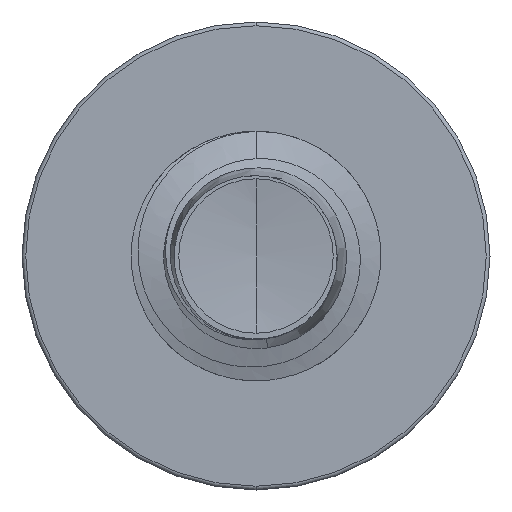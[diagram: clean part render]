
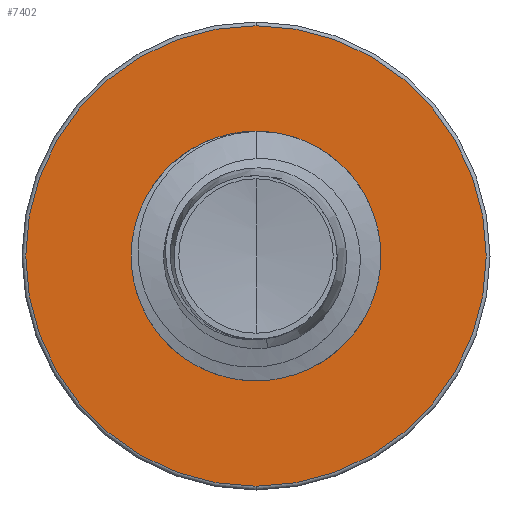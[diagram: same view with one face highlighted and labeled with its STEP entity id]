
A CAD part, front view. The second image highlights one B-rep face of the part: STEP entity #7402.
In plain terms, the highlighted planar face has unit normal (0, -1, 0).
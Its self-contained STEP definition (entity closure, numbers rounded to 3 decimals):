
#576 = EDGE_CURVE ( 'NONE', #4909, #4935, #1367, .T. ) ;
#579 = EDGE_CURVE ( 'NONE', #7744, #7588, #1664, .T. ) ;
#1039 = CIRCLE ( 'NONE', #7448, 1.476 ) ;
#1367 = CIRCLE ( 'NONE', #8328, 0.799 ) ;
#1588 = CARTESIAN_POINT ( 'NONE',  ( 0., 1.75, 0. ) ) ;
#1664 = CIRCLE ( 'NONE', #8324, 1.476 ) ;
#2001 = CARTESIAN_POINT ( 'NONE',  ( 0., 1.75, 0.799 ) ) ;
#2034 = CARTESIAN_POINT ( 'NONE',  ( 0., 1.75, -0.799 ) ) ;
#2297 = DIRECTION ( 'NONE',  ( 0., 0., 1. ) ) ;
#2307 = DIRECTION ( 'NONE',  ( 0., 1., 0. ) ) ;
#2310 = CARTESIAN_POINT ( 'NONE',  ( 0., 1.75, 0. ) ) ;
#2348 = DIRECTION ( 'NONE',  ( 0., 0., 1. ) ) ;
#2351 = DIRECTION ( 'NONE',  ( 0., 1., 0. ) ) ;
#2370 = CARTESIAN_POINT ( 'NONE',  ( 0., 1.75, 0. ) ) ;
#2500 = DIRECTION ( 'NONE',  ( 0., 0., 1. ) ) ;
#2572 = DIRECTION ( 'NONE',  ( 0., 0., 1. ) ) ;
#2588 = PLANE ( 'NONE',  #7712 ) ;
#2617 = CARTESIAN_POINT ( 'NONE',  ( 0., 1.75, -0.799 ) ) ;
#2639 = DIRECTION ( 'NONE',  ( 0., 1., 0. ) ) ;
#3684 = DIRECTION ( 'NONE',  ( 0., 1., 0. ) ) ;
#4184 = CIRCLE ( 'NONE', #7355, 0.799 ) ;
#4909 = VERTEX_POINT ( 'NONE', #2001 ) ;
#4935 = VERTEX_POINT ( 'NONE', #2034 ) ;
#5161 = EDGE_LOOP ( 'NONE', ( #6136, #7566 ) ) ;
#5382 = EDGE_LOOP ( 'NONE', ( #5651, #8954 ) ) ;
#5651 = ORIENTED_EDGE ( 'NONE', *, *, #576, .T. ) ;
#6062 = CARTESIAN_POINT ( 'NONE',  ( 0., 1.75, -1.476 ) ) ;
#6136 = ORIENTED_EDGE ( 'NONE', *, *, #8618, .F. ) ;
#7200 = FACE_OUTER_BOUND ( 'NONE', #5161, .T. ) ;
#7322 = DIRECTION ( 'NONE',  ( 0., 1., 0. ) ) ;
#7355 = AXIS2_PLACEMENT_3D ( 'NONE', #1588, #7322, #2500 ) ;
#7402 = ADVANCED_FACE ( 'NONE', ( #7200, #8728 ), #2588, .F. ) ;
#7448 = AXIS2_PLACEMENT_3D ( 'NONE', #7972, #3684, #8449 ) ;
#7566 = ORIENTED_EDGE ( 'NONE', *, *, #579, .F. ) ;
#7588 = VERTEX_POINT ( 'NONE', #9592 ) ;
#7712 = AXIS2_PLACEMENT_3D ( 'NONE', #2617, #2639, #2572 ) ;
#7744 = VERTEX_POINT ( 'NONE', #6062 ) ;
#7972 = CARTESIAN_POINT ( 'NONE',  ( 0., 1.75, 0. ) ) ;
#8324 = AXIS2_PLACEMENT_3D ( 'NONE', #2310, #2307, #2297 ) ;
#8328 = AXIS2_PLACEMENT_3D ( 'NONE', #2370, #2351, #2348 ) ;
#8449 = DIRECTION ( 'NONE',  ( 0., 0., 1. ) ) ;
#8618 = EDGE_CURVE ( 'NONE', #7588, #7744, #1039, .T. ) ;
#8728 = FACE_BOUND ( 'NONE', #5382, .T. ) ;
#8765 = EDGE_CURVE ( 'NONE', #4935, #4909, #4184, .T. ) ;
#8954 = ORIENTED_EDGE ( 'NONE', *, *, #8765, .T. ) ;
#9592 = CARTESIAN_POINT ( 'NONE',  ( 0., 1.75, 1.476 ) ) ;
